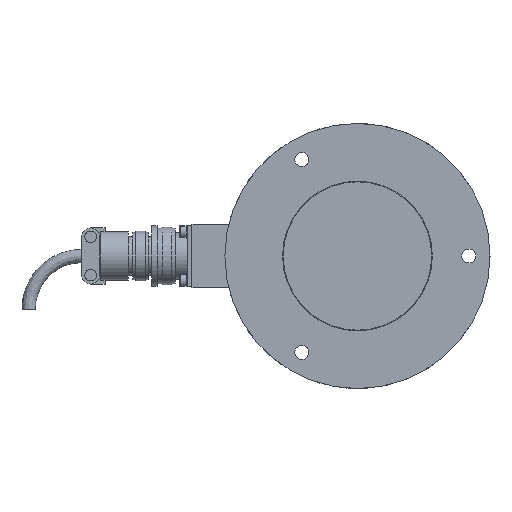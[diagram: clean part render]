
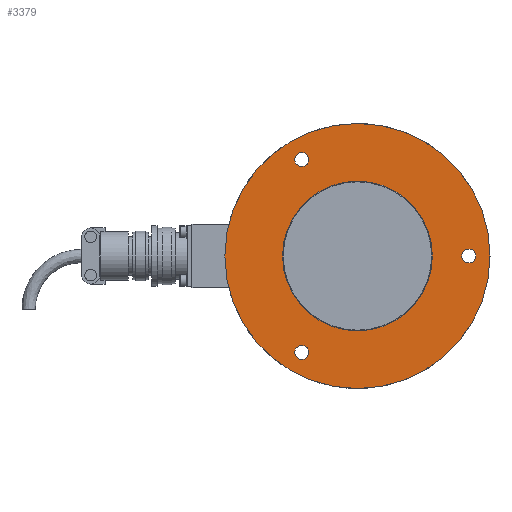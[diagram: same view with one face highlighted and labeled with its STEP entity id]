
A CAD part, left-side view. The second image highlights one B-rep face of the part: STEP entity #3379.
In plain terms, the highlighted face is planar.
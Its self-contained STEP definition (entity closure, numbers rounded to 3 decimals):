
#53 = CARTESIAN_POINT ( 'NONE',  ( 7., -26.25, 42.166 ) ) ;
#211 = EDGE_LOOP ( 'NONE', ( #6444, #1963 ) ) ;
#217 = DIRECTION ( 'NONE',  ( 0., 0., 1. ) ) ;
#552 = DIRECTION ( 'NONE',  ( 0., -0.866, 0.5 ) ) ;
#996 = DIRECTION ( 'NONE',  ( 0., 0., 1. ) ) ;
#1122 = DIRECTION ( 'NONE',  ( -1., 0., 0. ) ) ;
#1148 = VERTEX_POINT ( 'NONE', #5520 ) ;
#1216 = EDGE_LOOP ( 'NONE', ( #5732, #3429 ) ) ;
#1257 = EDGE_CURVE ( 'NONE', #2713, #4209, #6447, .T. ) ;
#1347 = AXIS2_PLACEMENT_3D ( 'NONE', #6389, #8296, #1475 ) ;
#1449 = AXIS2_PLACEMENT_3D ( 'NONE', #6192, #6275, #3332 ) ;
#1475 = DIRECTION ( 'NONE',  ( 0., 0., -1. ) ) ;
#1541 = FACE_OUTER_BOUND ( 'NONE', #9328, .T. ) ;
#1614 = CARTESIAN_POINT ( 'NONE',  ( 7., 0., 62.5 ) ) ;
#1759 = ORIENTED_EDGE ( 'NONE', *, *, #3946, .F. ) ;
#1927 = CARTESIAN_POINT ( 'NONE',  ( 7., -26.25, -45.466 ) ) ;
#1963 = ORIENTED_EDGE ( 'NONE', *, *, #9093, .T. ) ;
#2023 = DIRECTION ( 'NONE',  ( 0., 0.866, 0.5 ) ) ;
#2203 = AXIS2_PLACEMENT_3D ( 'NONE', #7691, #5847, #217 ) ;
#2539 = VERTEX_POINT ( 'NONE', #12131 ) ;
#2572 = AXIS2_PLACEMENT_3D ( 'NONE', #7767, #1122, #5770 ) ;
#2713 = VERTEX_POINT ( 'NONE', #53 ) ;
#2735 = VERTEX_POINT ( 'NONE', #7580 ) ;
#2798 = DIRECTION ( 'NONE',  ( 1., 0., 0. ) ) ;
#3027 = FACE_BOUND ( 'NONE', #1216, .T. ) ;
#3078 = CARTESIAN_POINT ( 'NONE',  ( 7., 0., -62.5 ) ) ;
#3297 = CARTESIAN_POINT ( 'NONE',  ( 7., -26.25, 48.766 ) ) ;
#3332 = DIRECTION ( 'NONE',  ( 0., 0., -1. ) ) ;
#3379 = ADVANCED_FACE ( 'NONE', ( #4644, #3027, #10981, #8483, #1541 ), #10570, .F. ) ;
#3413 = AXIS2_PLACEMENT_3D ( 'NONE', #10660, #10621, #8665 ) ;
#3429 = ORIENTED_EDGE ( 'NONE', *, *, #4720, .F. ) ;
#3454 = DIRECTION ( 'NONE',  ( 1., 0., 0. ) ) ;
#3512 = CARTESIAN_POINT ( 'NONE',  ( 7., -26.25, -42.166 ) ) ;
#3779 = CARTESIAN_POINT ( 'NONE',  ( 7., 0., 0. ) ) ;
#3880 = CIRCLE ( 'NONE', #10165, 62.5 ) ;
#3946 = EDGE_CURVE ( 'NONE', #9896, #8154, #10382, .T. ) ;
#4209 = VERTEX_POINT ( 'NONE', #3297 ) ;
#4296 = EDGE_LOOP ( 'NONE', ( #10706, #11433 ) ) ;
#4426 = VERTEX_POINT ( 'NONE', #3078 ) ;
#4477 = AXIS2_PLACEMENT_3D ( 'NONE', #9099, #3454, #5328 ) ;
#4582 = ORIENTED_EDGE ( 'NONE', *, *, #6078, .F. ) ;
#4644 = FACE_BOUND ( 'NONE', #11663, .T. ) ;
#4694 = CIRCLE ( 'NONE', #1449, 3.3 ) ;
#4713 = DIRECTION ( 'NONE',  ( -1., 0., 0. ) ) ;
#4720 = EDGE_CURVE ( 'NONE', #2539, #7174, #8726, .T. ) ;
#4967 = EDGE_CURVE ( 'NONE', #7692, #4426, #3880, .T. ) ;
#5168 = CARTESIAN_POINT ( 'NONE',  ( 7., 52.5, 0. ) ) ;
#5328 = DIRECTION ( 'NONE',  ( 0., -0.866, 0.5 ) ) ;
#5520 = CARTESIAN_POINT ( 'NONE',  ( 7., 0., 35.3 ) ) ;
#5635 = DIRECTION ( 'NONE',  ( 0., 0.866, 0.5 ) ) ;
#5732 = ORIENTED_EDGE ( 'NONE', *, *, #6429, .F. ) ;
#5770 = DIRECTION ( 'NONE',  ( 0., 0., 1. ) ) ;
#5847 = DIRECTION ( 'NONE',  ( -1., 0., 0. ) ) ;
#6029 = CIRCLE ( 'NONE', #10880, 35.3 ) ;
#6078 = EDGE_CURVE ( 'NONE', #8154, #9896, #8705, .T. ) ;
#6192 = CARTESIAN_POINT ( 'NONE',  ( 7., -26.25, 45.466 ) ) ;
#6275 = DIRECTION ( 'NONE',  ( 1., 0., 0. ) ) ;
#6389 = CARTESIAN_POINT ( 'NONE',  ( 7., -26.25, 45.466 ) ) ;
#6429 = EDGE_CURVE ( 'NONE', #7174, #2539, #7082, .T. ) ;
#6444 = ORIENTED_EDGE ( 'NONE', *, *, #6618, .T. ) ;
#6447 = CIRCLE ( 'NONE', #1347, 3.3 ) ;
#6618 = EDGE_CURVE ( 'NONE', #1148, #2735, #6029, .T. ) ;
#7082 = CIRCLE ( 'NONE', #10012, 3.3 ) ;
#7134 = CARTESIAN_POINT ( 'NONE',  ( 7., -26.25, -48.766 ) ) ;
#7174 = VERTEX_POINT ( 'NONE', #8053 ) ;
#7336 = AXIS2_PLACEMENT_3D ( 'NONE', #1927, #2798, #5635 ) ;
#7374 = ORIENTED_EDGE ( 'NONE', *, *, #9105, .F. ) ;
#7580 = CARTESIAN_POINT ( 'NONE',  ( 7., 0., -35.3 ) ) ;
#7691 = CARTESIAN_POINT ( 'NONE',  ( 7., 0., 0. ) ) ;
#7692 = VERTEX_POINT ( 'NONE', #1614 ) ;
#7719 = AXIS2_PLACEMENT_3D ( 'NONE', #10473, #10559, #2023 ) ;
#7767 = CARTESIAN_POINT ( 'NONE',  ( 7., 35., 0. ) ) ;
#8053 = CARTESIAN_POINT ( 'NONE',  ( 7., 52.5, -3.3 ) ) ;
#8154 = VERTEX_POINT ( 'NONE', #7134 ) ;
#8296 = DIRECTION ( 'NONE',  ( 1., 0., 0. ) ) ;
#8433 = DIRECTION ( 'NONE',  ( -1., 0., 0. ) ) ;
#8483 = FACE_BOUND ( 'NONE', #211, .T. ) ;
#8665 = DIRECTION ( 'NONE',  ( 0., 0., 1. ) ) ;
#8705 = CIRCLE ( 'NONE', #7336, 3.3 ) ;
#8726 = CIRCLE ( 'NONE', #4477, 3.3 ) ;
#9093 = EDGE_CURVE ( 'NONE', #2735, #1148, #9823, .T. ) ;
#9099 = CARTESIAN_POINT ( 'NONE',  ( 7., 52.5, 0. ) ) ;
#9105 = EDGE_CURVE ( 'NONE', #4426, #7692, #11280, .T. ) ;
#9186 = ORIENTED_EDGE ( 'NONE', *, *, #4967, .F. ) ;
#9328 = EDGE_LOOP ( 'NONE', ( #9186, #7374 ) ) ;
#9540 = CARTESIAN_POINT ( 'NONE',  ( 7., 0., 0. ) ) ;
#9823 = CIRCLE ( 'NONE', #2203, 35.3 ) ;
#9896 = VERTEX_POINT ( 'NONE', #3512 ) ;
#10012 = AXIS2_PLACEMENT_3D ( 'NONE', #5168, #11839, #552 ) ;
#10165 = AXIS2_PLACEMENT_3D ( 'NONE', #9540, #4713, #996 ) ;
#10366 = DIRECTION ( 'NONE',  ( 0., 0., 1. ) ) ;
#10382 = CIRCLE ( 'NONE', #7719, 3.3 ) ;
#10473 = CARTESIAN_POINT ( 'NONE',  ( 7., -26.25, -45.466 ) ) ;
#10559 = DIRECTION ( 'NONE',  ( 1., 0., 0. ) ) ;
#10570 = PLANE ( 'NONE',  #2572 ) ;
#10621 = DIRECTION ( 'NONE',  ( -1., 0., 0. ) ) ;
#10660 = CARTESIAN_POINT ( 'NONE',  ( 7., 0., 0. ) ) ;
#10706 = ORIENTED_EDGE ( 'NONE', *, *, #1257, .F. ) ;
#10880 = AXIS2_PLACEMENT_3D ( 'NONE', #3779, #8433, #10366 ) ;
#10981 = FACE_BOUND ( 'NONE', #4296, .T. ) ;
#11280 = CIRCLE ( 'NONE', #3413, 62.5 ) ;
#11433 = ORIENTED_EDGE ( 'NONE', *, *, #12028, .F. ) ;
#11663 = EDGE_LOOP ( 'NONE', ( #4582, #1759 ) ) ;
#11839 = DIRECTION ( 'NONE',  ( 1., 0., 0. ) ) ;
#12028 = EDGE_CURVE ( 'NONE', #4209, #2713, #4694, .T. ) ;
#12131 = CARTESIAN_POINT ( 'NONE',  ( 7., 52.5, 3.3 ) ) ;
